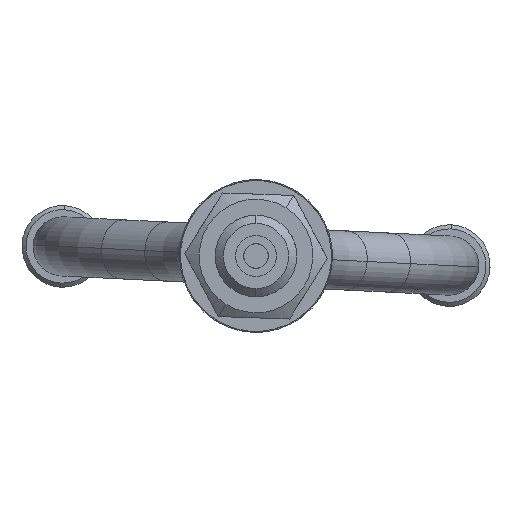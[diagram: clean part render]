
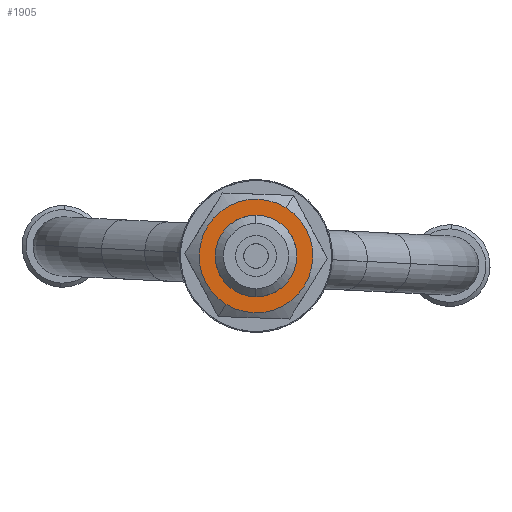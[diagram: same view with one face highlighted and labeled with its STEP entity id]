
A CAD part, left-side view. The second image highlights one B-rep face of the part: STEP entity #1905.
In plain terms, the highlighted planar face has unit normal (-1, 0, 0).
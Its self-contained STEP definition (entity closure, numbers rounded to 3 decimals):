
#2 = ORIENTED_EDGE ( 'NONE', *, *, #1602, .T. ) ;
#16 = AXIS2_PLACEMENT_3D ( 'NONE', #2304, #1215, #1609 ) ;
#45 = AXIS2_PLACEMENT_3D ( 'NONE', #2819, #1261, #1508 ) ;
#128 = ORIENTED_EDGE ( 'NONE', *, *, #2537, .F. ) ;
#159 = CARTESIAN_POINT ( 'NONE',  ( -1.2, 0., 0. ) ) ;
#193 = DIRECTION ( 'NONE',  ( 1., 0., 0. ) ) ;
#288 = CIRCLE ( 'NONE', #45, 2. ) ;
#314 = VERTEX_POINT ( 'NONE', #2017 ) ;
#327 = CIRCLE ( 'NONE', #2451, 2.786 ) ;
#489 = DIRECTION ( 'NONE',  ( 1., 0., 0. ) ) ;
#545 = VERTEX_POINT ( 'NONE', #1512 ) ;
#597 = EDGE_CURVE ( 'NONE', #545, #1431, #783, .T. ) ;
#599 = EDGE_LOOP ( 'NONE', ( #2, #785 ) ) ;
#659 = ORIENTED_EDGE ( 'NONE', *, *, #597, .F. ) ;
#783 = CIRCLE ( 'NONE', #1701, 2.786 ) ;
#785 = ORIENTED_EDGE ( 'NONE', *, *, #2139, .T. ) ;
#887 = VERTEX_POINT ( 'NONE', #1867 ) ;
#904 = DIRECTION ( 'NONE',  ( 0., 0., -1. ) ) ;
#1035 = CARTESIAN_POINT ( 'NONE',  ( -1.2, 0., 0. ) ) ;
#1167 = FACE_BOUND ( 'NONE', #599, .T. ) ;
#1215 = DIRECTION ( 'NONE',  ( 1., 0., 0. ) ) ;
#1228 = DIRECTION ( 'NONE',  ( 1., 0., 0. ) ) ;
#1261 = DIRECTION ( 'NONE',  ( 1., 0., 0. ) ) ;
#1431 = VERTEX_POINT ( 'NONE', #2316 ) ;
#1508 = DIRECTION ( 'NONE',  ( 0., 0., -1. ) ) ;
#1512 = CARTESIAN_POINT ( 'NONE',  ( -1.2, 0., -2.786 ) ) ;
#1602 = EDGE_CURVE ( 'NONE', #314, #887, #288, .T. ) ;
#1609 = DIRECTION ( 'NONE',  ( 0., 0., -1. ) ) ;
#1611 = FACE_OUTER_BOUND ( 'NONE', #1728, .T. ) ;
#1677 = PLANE ( 'NONE',  #2480 ) ;
#1701 = AXIS2_PLACEMENT_3D ( 'NONE', #1782, #489, #904 ) ;
#1728 = EDGE_LOOP ( 'NONE', ( #659, #128 ) ) ;
#1782 = CARTESIAN_POINT ( 'NONE',  ( -1.2, 0., 0. ) ) ;
#1867 = CARTESIAN_POINT ( 'NONE',  ( -1.2, 0., -2. ) ) ;
#1905 = ADVANCED_FACE ( 'NONE', ( #1167, #1611 ), #1677, .F. ) ;
#2017 = CARTESIAN_POINT ( 'NONE',  ( -1.2, 0., 2. ) ) ;
#2027 = CIRCLE ( 'NONE', #16, 2. ) ;
#2139 = EDGE_CURVE ( 'NONE', #887, #314, #2027, .T. ) ;
#2304 = CARTESIAN_POINT ( 'NONE',  ( -1.2, 0., 0. ) ) ;
#2316 = CARTESIAN_POINT ( 'NONE',  ( -1.2, 0., 2.786 ) ) ;
#2451 = AXIS2_PLACEMENT_3D ( 'NONE', #1035, #193, #2815 ) ;
#2480 = AXIS2_PLACEMENT_3D ( 'NONE', #159, #1228, #2784 ) ;
#2537 = EDGE_CURVE ( 'NONE', #1431, #545, #327, .T. ) ;
#2784 = DIRECTION ( 'NONE',  ( 0., 0., -1. ) ) ;
#2815 = DIRECTION ( 'NONE',  ( 0., 0., -1. ) ) ;
#2819 = CARTESIAN_POINT ( 'NONE',  ( -1.2, 0., 0. ) ) ;
